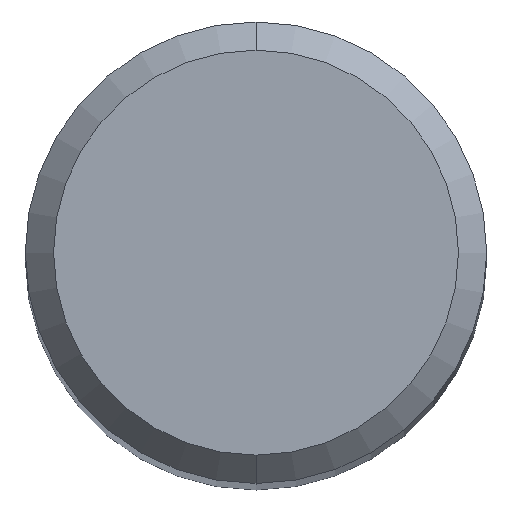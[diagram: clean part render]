
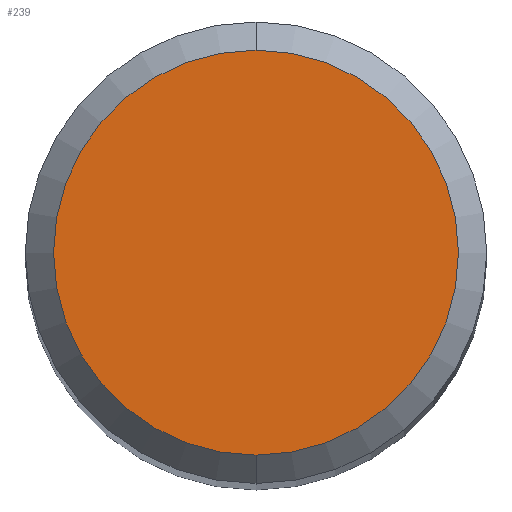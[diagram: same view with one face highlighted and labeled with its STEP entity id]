
A CAD part, top view. The second image highlights one B-rep face of the part: STEP entity #239.
In plain terms, the highlighted planar face has unit normal (0, 0, 1).
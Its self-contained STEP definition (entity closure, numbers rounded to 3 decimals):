
#235=VERTEX_POINT('',#625);
#239=ADVANCED_FACE('',(#629),#630,.T.);
#273=EDGE_CURVE('',#409,#235,#669,.T.);
#349=EDGE_CURVE('',#235,#409,#753,.T.);
#409=VERTEX_POINT('',#817);
#625=CARTESIAN_POINT('',(0.,-2.15,0.0));
#629=FACE_OUTER_BOUND('',#1088,.T.);
#630=PLANE('',#1089);
#669=CIRCLE('',#1148,2.15);
#753=CIRCLE('',#1299,2.15);
#817=CARTESIAN_POINT('',(0.0,2.15,0.0));
#1088=EDGE_LOOP('',(#1801,#1802));
#1089=AXIS2_PLACEMENT_3D('',#1803,#1804,#1805);
#1148=AXIS2_PLACEMENT_3D('',#1852,#1853,#1854);
#1299=AXIS2_PLACEMENT_3D('',#1956,#1957,#1958);
#1801=ORIENTED_EDGE('',*,*,#273,.F.);
#1802=ORIENTED_EDGE('',*,*,#349,.F.);
#1803=CARTESIAN_POINT('',(0.0,1.075,0.0));
#1804=DIRECTION('',(-0.0,0.0,1.0));
#1805=DIRECTION('',(0.0,-1.0,0.0));
#1852=CARTESIAN_POINT('',(0.0,0.0,0.0));
#1853=DIRECTION('',(0.0,0.0,-1.0));
#1854=DIRECTION('',(0.0,1.0,0.0));
#1956=CARTESIAN_POINT('',(0.0,0.0,0.0));
#1957=DIRECTION('',(0.0,0.0,-1.0));
#1958=DIRECTION('',(0.0,1.0,0.0));
